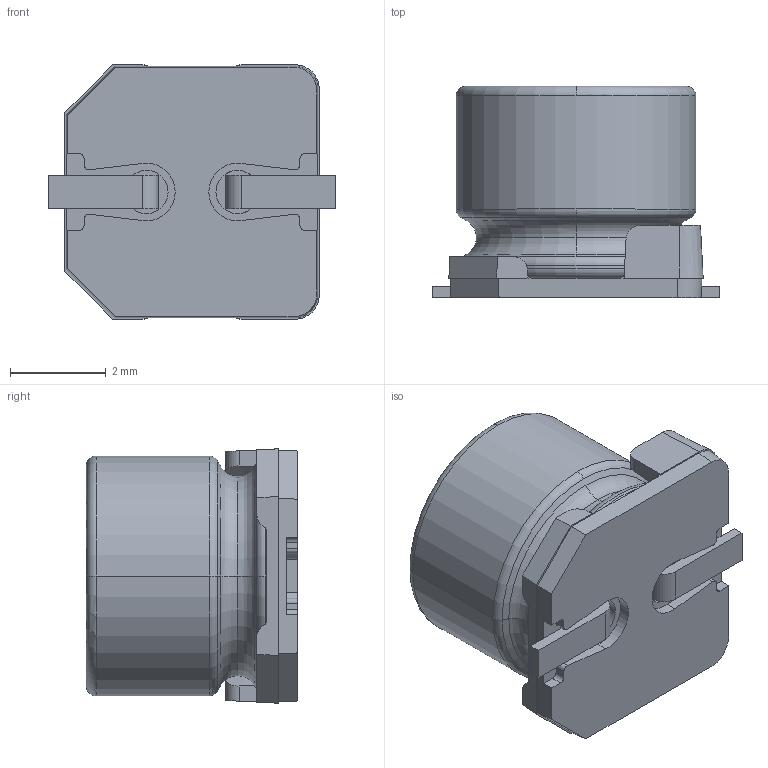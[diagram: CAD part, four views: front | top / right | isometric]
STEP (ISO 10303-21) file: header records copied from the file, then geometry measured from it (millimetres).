
FILE_DESCRIPTION (( 'STEP AP214' ), '1' );
FILE_NAME ('16SVPG47M.STEP', '2021-10-02T00:17:21', ( '' ), ( '' ), 'SwSTEP 2.0', 'SolidWorks 2017', '' );
FILE_SCHEMA (( 'AUTOMOTIVE_DESIGN' ));
Length unit declared in the file: millimetre
Products named in the file (1): 16SVPG47M
Bounding box: 6 x 4.4 x 5.3 mm (x, y, z)
Volume: 88.4 mm3; surface area: 189.9 mm2
Topology: 4 solids, 4 shells, 129 faces, 345 edges, 224 vertices
Faces by surface type: plane 63, cylinder 35, torus 16, cone 9, bspline 6
Entity records: 4362 total; most frequent: CARTESIAN_POINT 1120, ORIENTED_EDGE 690, DIRECTION 629, EDGE_CURVE 345, VERTEX_POINT 224, AXIS2_PLACEMENT_3D 212, LINE 205, VECTOR 205
